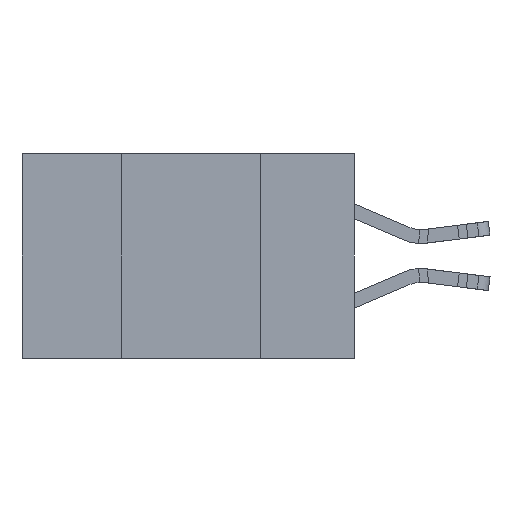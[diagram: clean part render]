
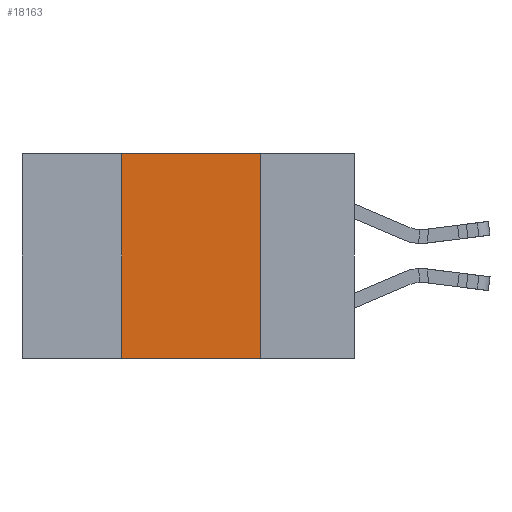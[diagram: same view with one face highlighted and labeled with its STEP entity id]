
A CAD part, left-side view. The second image highlights one B-rep face of the part: STEP entity #18163.
In plain terms, the highlighted planar face has unit normal (-1, 0, 0).
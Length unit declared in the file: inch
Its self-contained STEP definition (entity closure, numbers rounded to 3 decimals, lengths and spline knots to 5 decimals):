
#385 = ORIENTED_EDGE ( 'NONE', *, *, #19410, .T. ) ;
#2086 = DIRECTION ( 'NONE',  ( 0., -1., 0. ) ) ;
#3175 = DIRECTION ( 'NONE',  ( 0., 0., -1. ) ) ;
#3287 = LINE ( 'NONE', #13695, #9585 ) ;
#3320 = PLANE ( 'NONE',  #17151 ) ;
#3413 = EDGE_LOOP ( 'NONE', ( #19144, #10132, #15216, #385 ) ) ;
#4409 = VERTEX_POINT ( 'NONE', #24400 ) ;
#4427 = CARTESIAN_POINT ( 'NONE',  ( 0., 0.17, 0. ) ) ;
#5094 = DIRECTION ( 'NONE',  ( 0., -1., 0. ) ) ;
#5261 = CARTESIAN_POINT ( 'NONE',  ( 0., 0.6, 0. ) ) ;
#5504 = DIRECTION ( 'NONE',  ( 0., 0., 1. ) ) ;
#5559 = FACE_OUTER_BOUND ( 'NONE', #3413, .T. ) ;
#7217 = DIRECTION ( 'NONE',  ( 1., 0., 0. ) ) ;
#8576 = VERTEX_POINT ( 'NONE', #4427 ) ;
#9065 = LINE ( 'NONE', #14793, #19317 ) ;
#9567 = EDGE_CURVE ( 'NONE', #8576, #4409, #9065, .T. ) ;
#9585 = VECTOR ( 'NONE', #2086, 39.37008 ) ;
#10132 = ORIENTED_EDGE ( 'NONE', *, *, #15561, .F. ) ;
#10935 = CARTESIAN_POINT ( 'NONE',  ( 0., 0.42, 0. ) ) ;
#12946 = CARTESIAN_POINT ( 'NONE',  ( 0., 0.6, -0.37 ) ) ;
#13695 = CARTESIAN_POINT ( 'NONE',  ( 0., 0.6, 0. ) ) ;
#13823 = VERTEX_POINT ( 'NONE', #10935 ) ;
#14793 = CARTESIAN_POINT ( 'NONE',  ( 0., 0.17, -0.37 ) ) ;
#15216 = ORIENTED_EDGE ( 'NONE', *, *, #18779, .F. ) ;
#15539 = VECTOR ( 'NONE', #5504, 39.37008 ) ;
#15561 = EDGE_CURVE ( 'NONE', #13823, #8576, #3287, .T. ) ;
#17151 = AXIS2_PLACEMENT_3D ( 'NONE', #5261, #7217, #20754 ) ;
#17629 = LINE ( 'NONE', #12946, #22142 ) ;
#18163 = ADVANCED_FACE ( 'NONE', ( #5559 ), #3320, .F. ) ;
#18779 = EDGE_CURVE ( 'NONE', #21573, #13823, #20670, .T. ) ;
#19144 = ORIENTED_EDGE ( 'NONE', *, *, #9567, .F. ) ;
#19147 = CARTESIAN_POINT ( 'NONE',  ( 0., 0.42, -0.37 ) ) ;
#19317 = VECTOR ( 'NONE', #3175, 39.37008 ) ;
#19410 = EDGE_CURVE ( 'NONE', #21573, #4409, #17629, .T. ) ;
#20670 = LINE ( 'NONE', #22783, #15539 ) ;
#20754 = DIRECTION ( 'NONE',  ( 0., 0., -1. ) ) ;
#21573 = VERTEX_POINT ( 'NONE', #19147 ) ;
#22142 = VECTOR ( 'NONE', #5094, 39.37008 ) ;
#22783 = CARTESIAN_POINT ( 'NONE',  ( 0., 0.42, -0.37 ) ) ;
#24400 = CARTESIAN_POINT ( 'NONE',  ( 0., 0.17, -0.37 ) ) ;
